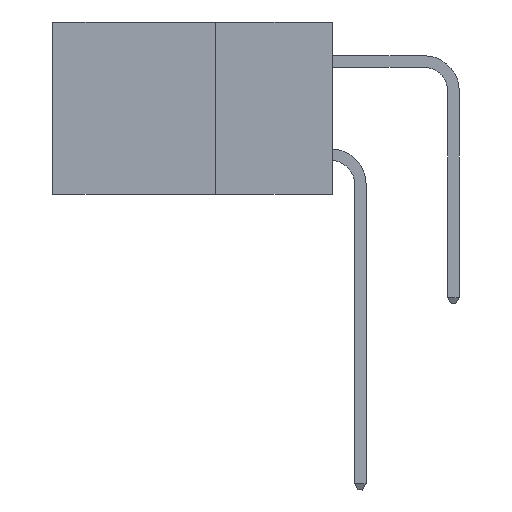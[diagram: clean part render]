
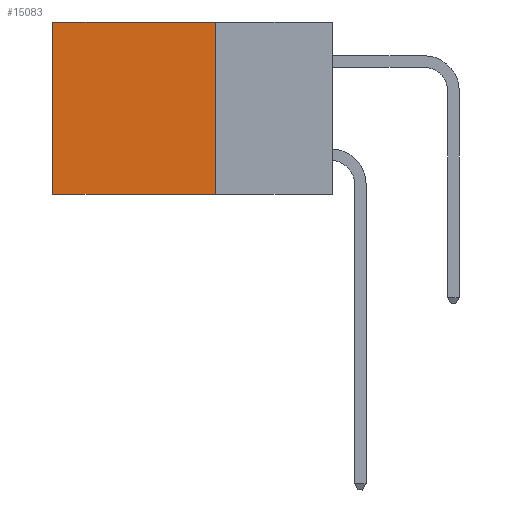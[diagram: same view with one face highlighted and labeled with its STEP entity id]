
A CAD part, left-side view. The second image highlights one B-rep face of the part: STEP entity #15083.
In plain terms, the highlighted planar face has unit normal (-1, 0, 0).
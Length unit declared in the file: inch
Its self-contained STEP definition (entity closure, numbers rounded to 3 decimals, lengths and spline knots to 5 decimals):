
#175 = DIRECTION ( 'NONE',  ( 0., 0., -1. ) ) ;
#412 = CARTESIAN_POINT ( 'NONE',  ( 0.298, 0.6, -0.37 ) ) ;
#623 = CARTESIAN_POINT ( 'NONE',  ( 0.298, 0.6, 0. ) ) ;
#1008 = VECTOR ( 'NONE', #17198, 39.37008 ) ;
#1190 = AXIS2_PLACEMENT_3D ( 'NONE', #10898, #8789, #14723 ) ;
#1974 = FACE_OUTER_BOUND ( 'NONE', #2048, .T. ) ;
#2048 = EDGE_LOOP ( 'NONE', ( #21192, #11193, #4782, #19461 ) ) ;
#2692 = LINE ( 'NONE', #3122, #9289 ) ;
#2880 = LINE ( 'NONE', #16013, #4096 ) ;
#3122 = CARTESIAN_POINT ( 'NONE',  ( 0.298, 0.6, 0. ) ) ;
#3771 = CARTESIAN_POINT ( 'NONE',  ( 0.298, 0.25, 0. ) ) ;
#4096 = VECTOR ( 'NONE', #15440, 39.37008 ) ;
#4782 = ORIENTED_EDGE ( 'NONE', *, *, #23279, .F. ) ;
#5044 = DIRECTION ( 'NONE',  ( 0., 0., -1. ) ) ;
#5341 = LINE ( 'NONE', #9621, #11073 ) ;
#6917 = VERTEX_POINT ( 'NONE', #13120 ) ;
#7167 = PLANE ( 'NONE',  #1190 ) ;
#8063 = EDGE_CURVE ( 'NONE', #6917, #18801, #20103, .T. ) ;
#8789 = DIRECTION ( 'NONE',  ( 1., 0., 0. ) ) ;
#9289 = VECTOR ( 'NONE', #5044, 39.37008 ) ;
#9324 = CARTESIAN_POINT ( 'NONE',  ( 0.298, 0.25, -0.37 ) ) ;
#9621 = CARTESIAN_POINT ( 'NONE',  ( 0.298, 0.25, 0. ) ) ;
#10898 = CARTESIAN_POINT ( 'NONE',  ( 0.298, 0.25, 0. ) ) ;
#11073 = VECTOR ( 'NONE', #175, 39.37008 ) ;
#11193 = ORIENTED_EDGE ( 'NONE', *, *, #24423, .F. ) ;
#11871 = EDGE_CURVE ( 'NONE', #18801, #19987, #2692, .T. ) ;
#13120 = CARTESIAN_POINT ( 'NONE',  ( 0.298, 0.25, 0. ) ) ;
#14723 = DIRECTION ( 'NONE',  ( 0., 0., -1. ) ) ;
#15083 = ADVANCED_FACE ( 'NONE', ( #1974 ), #7167, .F. ) ;
#15440 = DIRECTION ( 'NONE',  ( 0., 1., 0. ) ) ;
#16013 = CARTESIAN_POINT ( 'NONE',  ( 0.298, 0.25, -0.37 ) ) ;
#17198 = DIRECTION ( 'NONE',  ( 0., 1., 0. ) ) ;
#18801 = VERTEX_POINT ( 'NONE', #623 ) ;
#19461 = ORIENTED_EDGE ( 'NONE', *, *, #8063, .T. ) ;
#19987 = VERTEX_POINT ( 'NONE', #412 ) ;
#20103 = LINE ( 'NONE', #3771, #1008 ) ;
#21019 = VERTEX_POINT ( 'NONE', #9324 ) ;
#21192 = ORIENTED_EDGE ( 'NONE', *, *, #11871, .T. ) ;
#23279 = EDGE_CURVE ( 'NONE', #6917, #21019, #5341, .T. ) ;
#24423 = EDGE_CURVE ( 'NONE', #21019, #19987, #2880, .T. ) ;
